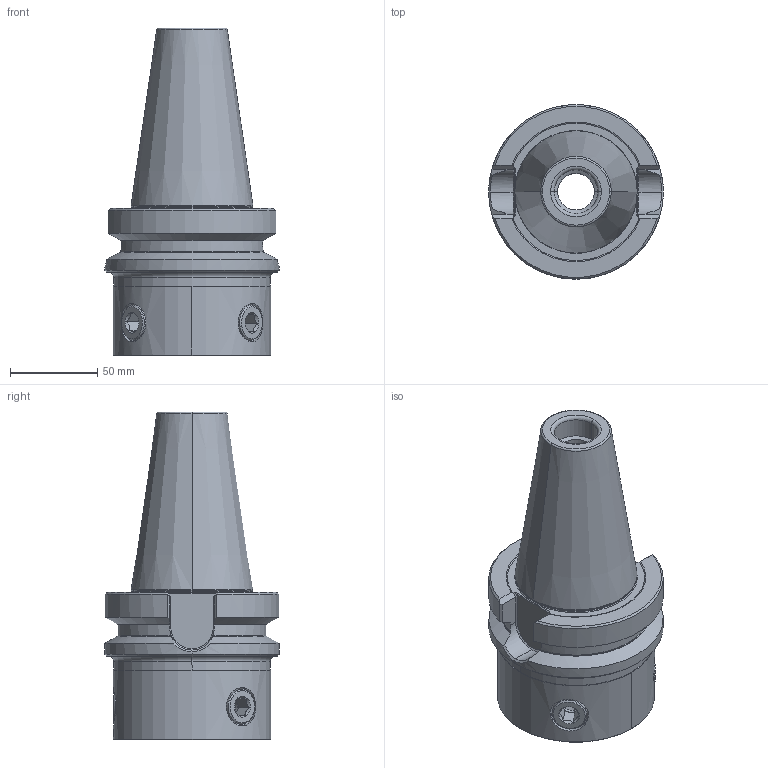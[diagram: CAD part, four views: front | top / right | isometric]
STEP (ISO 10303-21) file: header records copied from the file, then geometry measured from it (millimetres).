
FILE_DESCRIPTION(('no description'),'unknown implementation level');
FILE_NAME('CDC7CC29-BF74-4A7D-8316-7401F62F7A0D_export.stp',' ',('CIMSOURCE GmbH'),('CADClick - KiM GmbH - www.kimweb.de'),'unknown preprocess','ACIS','unknown authorization');
FILE_SCHEMA(('automotive_design'));
Length unit declared in the file: millimetre
Products named in the file (4): 323.871N Kaiser SK50 BBT X CKN7 X 160|323.871N Kaiser SK50 BBT X CKN7 X 160_Standard;NONE; 323.871N Kaiser SK50 BBT X CKN7 X 160|690.437 Kaiser ETL M20 X 29 CK7_Standard;NONE
Bounding box: 100 x 100 x 187.8 mm (x, y, z)
Volume: 633056.2 mm3; surface area: 86582.8 mm2
Topology: 4 solids, 4 shells, 269 faces, 638 edges, 377 vertices
Faces by surface type: plane 96, cone 78, cylinder 75, torus 16, bspline 4
Entity records: 16309 total; most frequent: CARTESIAN_POINT 2891, DIRECTION 1316, STYLED_ITEM 1284, PRESENTATION_STYLE_ASSIGNMENT 1284, COLOUR_RGB 1284, ORIENTED_EDGE 1264, EDGE_CURVE 632, CURVE_STYLE 632
